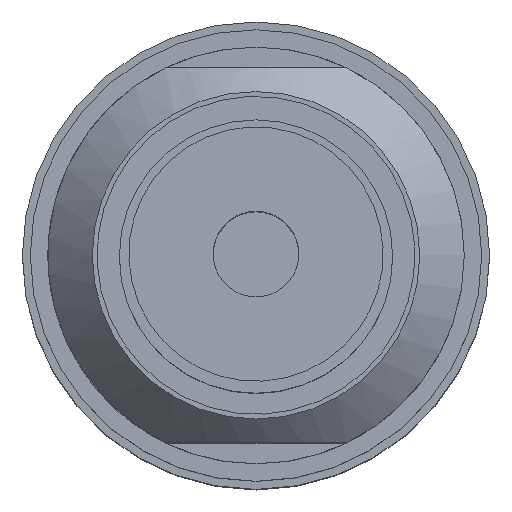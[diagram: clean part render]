
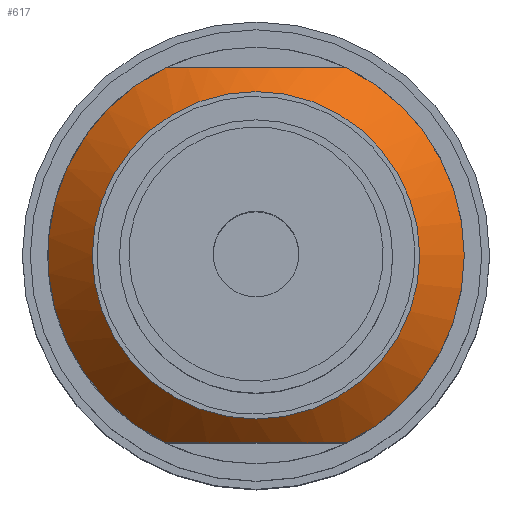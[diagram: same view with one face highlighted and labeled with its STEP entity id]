
A CAD part, top view. The second image highlights one B-rep face of the part: STEP entity #617.
In plain terms, the highlighted conical face has half-angle 45 degrees and reference radius 7.429 mm.
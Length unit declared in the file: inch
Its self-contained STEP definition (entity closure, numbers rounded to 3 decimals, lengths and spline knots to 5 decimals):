
#14=(
BOUNDED_CURVE()
B_SPLINE_CURVE(2,(#1056,#1057,#1058),.UNSPECIFIED.,.F.,.F.)
B_SPLINE_CURVE_WITH_KNOTS((3,3),(0.34742,1.23422),
 .UNSPECIFIED.)
CURVE()
GEOMETRIC_REPRESENTATION_ITEM()
RATIONAL_B_SPLINE_CURVE((1.137,1.262,1.137))
REPRESENTATION_ITEM('')
);
#15=(
BOUNDED_CURVE()
B_SPLINE_CURVE(2,(#1067,#1068,#1069),.UNSPECIFIED.,.F.,.F.)
B_SPLINE_CURVE_WITH_KNOTS((3,3),(0.34742,1.23422),
 .UNSPECIFIED.)
CURVE()
GEOMETRIC_REPRESENTATION_ITEM()
RATIONAL_B_SPLINE_CURVE((1.137,1.262,1.137))
REPRESENTATION_ITEM('')
);
#106=FACE_OUTER_BOUND('',#158,.T.);
#158=EDGE_LOOP('',(#499,#500,#501,#502,#503,#504,#505,#506));
#206=LINE('',#1062,#236);
#236=VECTOR('',#862,0.2925);
#274=CIRCLE('',#706,0.3275);
#275=CIRCLE('',#707,0.2575);
#276=CIRCLE('',#708,0.3275);
#277=CIRCLE('',#709,0.3275);
#321=VERTEX_POINT('',#1054);
#322=VERTEX_POINT('',#1055);
#323=VERTEX_POINT('',#1059);
#324=VERTEX_POINT('',#1061);
#325=VERTEX_POINT('',#1064);
#326=VERTEX_POINT('',#1066);
#386=EDGE_CURVE('',#321,#322,#14,.T.);
#387=EDGE_CURVE('',#322,#323,#274,.T.);
#388=EDGE_CURVE('',#323,#324,#206,.T.);
#389=EDGE_CURVE('',#324,#324,#275,.T.);
#390=EDGE_CURVE('',#323,#325,#276,.T.);
#391=EDGE_CURVE('',#325,#326,#15,.T.);
#392=EDGE_CURVE('',#326,#321,#277,.T.);
#499=ORIENTED_EDGE('',*,*,#386,.T.);
#500=ORIENTED_EDGE('',*,*,#387,.T.);
#501=ORIENTED_EDGE('',*,*,#388,.T.);
#502=ORIENTED_EDGE('',*,*,#389,.T.);
#503=ORIENTED_EDGE('',*,*,#388,.F.);
#504=ORIENTED_EDGE('',*,*,#390,.T.);
#505=ORIENTED_EDGE('',*,*,#391,.T.);
#506=ORIENTED_EDGE('',*,*,#392,.T.);
#593=CONICAL_SURFACE('',#705,0.2925,0.785);
#617=ADVANCED_FACE('',(#106),#593,.T.);
#705=AXIS2_PLACEMENT_3D('',#1053,#858,#859);
#706=AXIS2_PLACEMENT_3D('',#1060,#860,#861);
#707=AXIS2_PLACEMENT_3D('',#1063,#863,#864);
#708=AXIS2_PLACEMENT_3D('',#1065,#865,#866);
#709=AXIS2_PLACEMENT_3D('',#1070,#867,#868);
#858=DIRECTION('center_axis',(0.,0.,-1.));
#859=DIRECTION('ref_axis',(-1.,0.,0.));
#860=DIRECTION('center_axis',(0.,0.,1.));
#861=DIRECTION('ref_axis',(-1.,0.,0.));
#862=DIRECTION('',(-0.707,0.,0.707));
#863=DIRECTION('center_axis',(0.,0.,-1.));
#864=DIRECTION('ref_axis',(-1.,0.,0.));
#865=DIRECTION('center_axis',(0.,0.,1.));
#866=DIRECTION('ref_axis',(-1.,0.,0.));
#867=DIRECTION('center_axis',(0.,0.,1.));
#868=DIRECTION('ref_axis',(-1.,0.,0.));
#1053=CARTESIAN_POINT('Origin',(-1.06344,0.56315,1.43));
#1054=CARTESIAN_POINT('',(-1.20568,0.26815,1.395));
#1055=CARTESIAN_POINT('',(-0.92121,0.26815,1.395));
#1056=CARTESIAN_POINT('Ctrl Pts',(-1.20568,0.26815,1.395));
#1057=CARTESIAN_POINT('Ctrl Pts',(-1.06344,0.26815,1.45677));
#1058=CARTESIAN_POINT('Ctrl Pts',(-0.92121,0.26815,
1.395));
#1059=CARTESIAN_POINT('',(-0.73594,0.56315,1.395));
#1060=CARTESIAN_POINT('Origin',(-1.06344,0.56315,1.395));
#1061=CARTESIAN_POINT('',(-0.80594,0.56315,1.465));
#1062=CARTESIAN_POINT('',(-0.77094,0.56315,1.43));
#1063=CARTESIAN_POINT('Origin',(-1.06344,0.56315,1.465));
#1064=CARTESIAN_POINT('',(-0.92121,0.85815,1.395));
#1065=CARTESIAN_POINT('Origin',(-1.06344,0.56315,1.395));
#1066=CARTESIAN_POINT('',(-1.20568,0.85815,1.395));
#1067=CARTESIAN_POINT('Ctrl Pts',(-0.92121,0.85815,
1.395));
#1068=CARTESIAN_POINT('Ctrl Pts',(-1.06344,0.85815,1.45677));
#1069=CARTESIAN_POINT('Ctrl Pts',(-1.20568,0.85815,1.395));
#1070=CARTESIAN_POINT('Origin',(-1.06344,0.56315,1.395));
